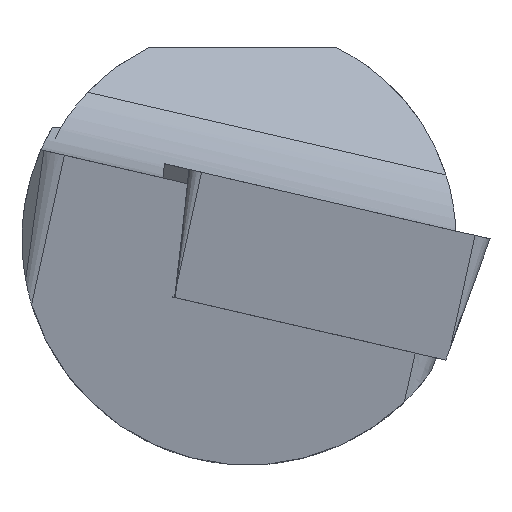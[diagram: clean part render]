
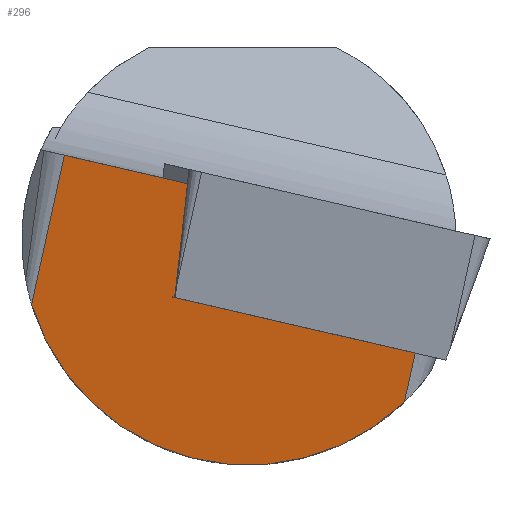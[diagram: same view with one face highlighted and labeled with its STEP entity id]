
A CAD part, left-side view. The second image highlights one B-rep face of the part: STEP entity #296.
In plain terms, the highlighted planar face has unit normal (-0.989, 0.11, -0.1).
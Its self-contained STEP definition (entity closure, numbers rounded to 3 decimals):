
#262=PLANE('',#787);
#296=ADVANCED_FACE('',(#328),#262,.F.);
#328=FACE_OUTER_BOUND('',#358,.T.);
#358=EDGE_LOOP('',(#547,#548,#549,#550,#551,#552));
#385=LINE('',#1076,#430);
#387=LINE('',#1084,#432);
#392=LINE('',#1141,#437);
#393=LINE('',#1143,#438);
#394=LINE('',#1145,#439);
#430=VECTOR('',#848,1.);
#432=VECTOR('',#856,1.);
#437=VECTOR('',#875,1.);
#438=VECTOR('',#878,1.);
#439=VECTOR('',#879,1.);
#469=ELLIPSE('',#786,3.211,3.175);
#547=ORIENTED_EDGE('',*,*,#718,.T.);
#548=ORIENTED_EDGE('',*,*,#719,.T.);
#549=ORIENTED_EDGE('',*,*,#703,.F.);
#550=ORIENTED_EDGE('',*,*,#717,.F.);
#551=ORIENTED_EDGE('',*,*,#720,.T.);
#552=ORIENTED_EDGE('',*,*,#706,.T.);
#642=VERTEX_POINT('',#1063);
#648=VERTEX_POINT('',#1075);
#651=VERTEX_POINT('',#1083);
#652=VERTEX_POINT('',#1085);
#657=VERTEX_POINT('',#1140);
#658=VERTEX_POINT('',#1144);
#703=EDGE_CURVE('',#648,#642,#385,.T.);
#706=EDGE_CURVE('',#652,#651,#387,.T.);
#717=EDGE_CURVE('',#657,#648,#392,.T.);
#718=EDGE_CURVE('',#651,#658,#393,.T.);
#719=EDGE_CURVE('',#658,#642,#394,.T.);
#720=EDGE_CURVE('',#657,#652,#469,.T.);
#786=AXIS2_PLACEMENT_3D('',#1146,#880,#881);
#787=AXIS2_PLACEMENT_3D('',#1147,#882,#883);
#848=DIRECTION('',(-0.085,-0.971,-0.224));
#856=DIRECTION('',(-0.121,-0.213,0.969));
#875=DIRECTION('',(-0.121,-0.213,0.969));
#878=DIRECTION('',(0.085,0.971,0.224));
#879=DIRECTION('',(-0.112,-0.113,0.987));
#880=DIRECTION('',(-0.989,0.11,-0.1));
#881=DIRECTION('',(-0.148,-0.732,0.665));
#882=DIRECTION('',(0.989,-0.11,0.1));
#883=DIRECTION('',(0.11,0.994,0.));
#1063=CARTESIAN_POINT('',(0.496,0.771,0.781));
#1075=CARTESIAN_POINT('',(0.648,2.504,1.181));
#1076=CARTESIAN_POINT('',(0.663,2.676,1.221));
#1083=CARTESIAN_POINT('',(0.381,-2.428,-1.6));
#1084=CARTESIAN_POINT('',(0.161,-2.814,0.158));
#1085=CARTESIAN_POINT('',(0.467,-2.276,-2.288));
#1140=CARTESIAN_POINT('',(0.911,2.965,-0.915));
#1141=CARTESIAN_POINT('',(0.624,2.461,1.376));
#1143=CARTESIAN_POINT('',(0.844,2.848,-0.382));
#1144=CARTESIAN_POINT('',(0.678,0.954,-0.819));
#1145=CARTESIAN_POINT('',(0.453,0.727,1.158));
#1146=CARTESIAN_POINT('',(0.481,-0.075,0.));
#1147=CARTESIAN_POINT('',(0.624,2.461,1.376));
